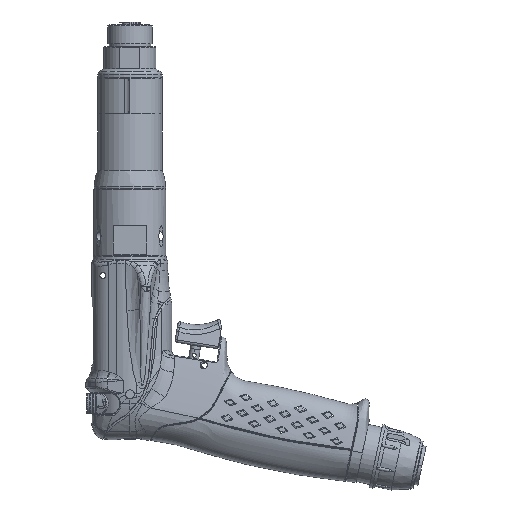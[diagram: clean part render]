
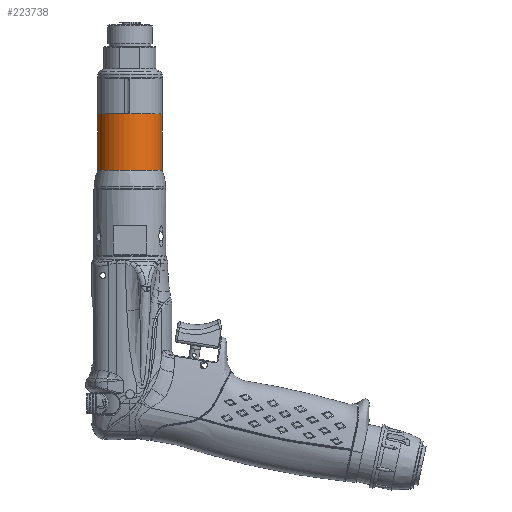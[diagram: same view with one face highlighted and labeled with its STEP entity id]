
A CAD part, left-side view. The second image highlights one B-rep face of the part: STEP entity #223738.
In plain terms, the highlighted cylindrical face has radius 16.05 mm (diameter 32.1 mm), a partial arc.
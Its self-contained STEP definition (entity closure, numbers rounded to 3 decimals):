
#223239=CARTESIAN_POINT('',(0.,0.,144.9));
#223240=DIRECTION('',(0.,0.,1.));
#223241=DIRECTION('',(0.,1.,0.));
#223242=AXIS2_PLACEMENT_3D('',#223239,#223240,#223241);
#223244=CARTESIAN_POINT('',(0.,0.,116.582));
#223245=DIRECTION('',(0.,0.,1.));
#223246=DIRECTION('',(0.,1.,0.));
#223247=AXIS2_PLACEMENT_3D('',#223244,#223245,#223246);
#223307=DIRECTION('',(0.,0.,1.));
#223308=VECTOR('',#223307,28.318);
#223309=CARTESIAN_POINT('',(0.,16.05,116.582));
#223310=LINE('',#223309,#223308);
#223316=DIRECTION('',(0.,0.,1.));
#223317=VECTOR('',#223316,28.318);
#223318=CARTESIAN_POINT('',(0.,-16.05,116.582));
#223319=LINE('',#223318,#223317);
#223575=CARTESIAN_POINT('',(0.,16.05,116.582));
#223576=VERTEX_POINT('',#223575);
#223577=CARTESIAN_POINT('',(0.,16.05,144.9));
#223578=VERTEX_POINT('',#223577);
#223587=CARTESIAN_POINT('',(0.,-16.05,116.582));
#223588=VERTEX_POINT('',#223587);
#223589=CARTESIAN_POINT('',(0.,-16.05,144.9));
#223590=VERTEX_POINT('',#223589);
#223724=CARTESIAN_POINT('',(0.,0.,86.925));
#223725=DIRECTION('',(0.,0.,1.));
#223726=DIRECTION('',(0.,1.,0.));
#223727=AXIS2_PLACEMENT_3D('',#223724,#223725,#223726);
#223728=CYLINDRICAL_SURFACE('',#223727,16.05);
#223730=ORIENTED_EDGE('',*,*,#223729,.T.);
#223732=ORIENTED_EDGE('',*,*,#223731,.T.);
#223734=ORIENTED_EDGE('',*,*,#223733,.F.);
#223735=ORIENTED_EDGE('',*,*,#223709,.F.);
#223736=EDGE_LOOP('',(#223730,#223732,#223734,#223735));
#223737=FACE_OUTER_BOUND('',#223736,.F.);
#223738=ADVANCED_FACE('',(#223737),#223728,.T.);
#223243=CIRCLE('',#223242,16.05);
#223248=CIRCLE('',#223247,16.05);
#223709=EDGE_CURVE('',#223576,#223588,#223248,.T.);
#223729=EDGE_CURVE('',#223576,#223578,#223310,.T.);
#223731=EDGE_CURVE('',#223578,#223590,#223243,.T.);
#223733=EDGE_CURVE('',#223588,#223590,#223319,.T.);
